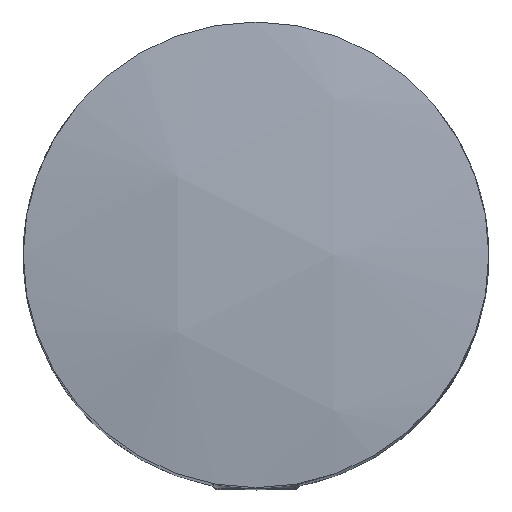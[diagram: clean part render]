
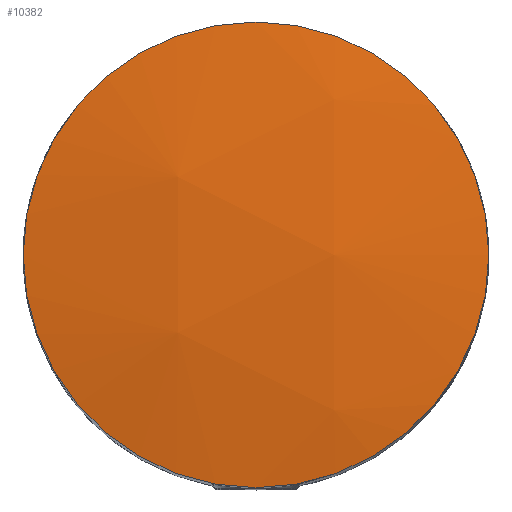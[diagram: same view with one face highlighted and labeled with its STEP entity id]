
A CAD part, top view. The second image highlights one B-rep face of the part: STEP entity #10382.
In plain terms, the highlighted spherical face has radius 60.451 mm.
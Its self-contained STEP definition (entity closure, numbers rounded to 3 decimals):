
#1553 = FACE_OUTER_BOUND ( 'NONE', #9170, .T. ) ;
#3382 = EDGE_CURVE ( 'NONE', #5185, #5185, #9640, .T. ) ;
#4118 = AXIS2_PLACEMENT_3D ( 'NONE', #6456, #11153, #7697 ) ;
#4606 = CARTESIAN_POINT ( 'NONE',  ( 0., 0., 31. ) ) ;
#5055 = SPHERICAL_SURFACE ( 'NONE', #4118, 60.451 ) ;
#5185 = VERTEX_POINT ( 'NONE', #13036 ) ;
#6456 = CARTESIAN_POINT ( 'NONE',  ( 0., 0., -28.451 ) ) ;
#7697 = DIRECTION ( 'NONE',  ( 0., 1., 0. ) ) ;
#9170 = EDGE_LOOP ( 'NONE', ( #12182 ) ) ;
#9640 = CIRCLE ( 'NONE', #10619, 10.95 ) ;
#10382 = ADVANCED_FACE ( 'NONE', ( #1553 ), #5055, .T. ) ;
#10619 = AXIS2_PLACEMENT_3D ( 'NONE', #4606, #11804, #13003 ) ;
#11153 = DIRECTION ( 'NONE',  ( -1., 0., 0. ) ) ;
#11804 = DIRECTION ( 'NONE',  ( 0., 0., 1. ) ) ;
#12182 = ORIENTED_EDGE ( 'NONE', *, *, #3382, .T. ) ;
#13003 = DIRECTION ( 'NONE',  ( 0., -1., 0. ) ) ;
#13036 = CARTESIAN_POINT ( 'NONE',  ( 0., -10.95, 31. ) ) ;
